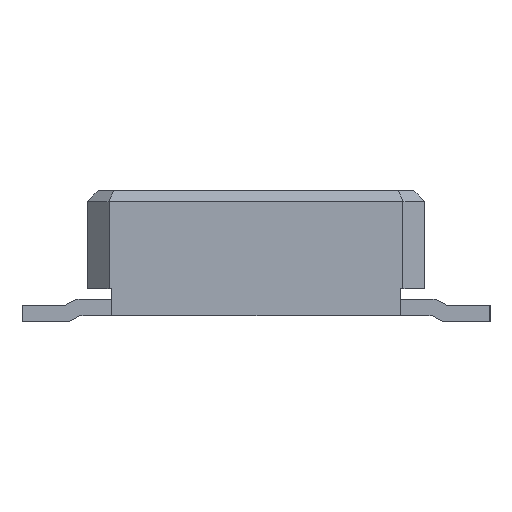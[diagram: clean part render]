
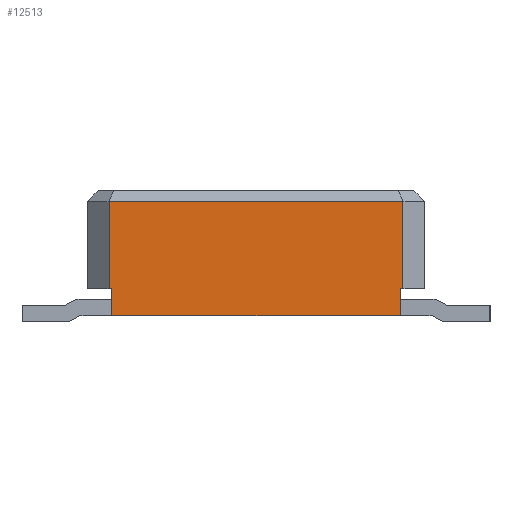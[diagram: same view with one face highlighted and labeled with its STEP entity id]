
A CAD part, left-side view. The second image highlights one B-rep face of the part: STEP entity #12513.
In plain terms, the highlighted planar face has unit normal (-1, 0, 0).
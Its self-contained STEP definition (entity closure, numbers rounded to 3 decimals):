
#1382=ORIENTED_EDGE('',*,*,#4930,.T.);
#1383=ORIENTED_EDGE('',*,*,#4931,.T.);
#1384=ORIENTED_EDGE('',*,*,#4932,.T.);
#1385=ORIENTED_EDGE('',*,*,#4933,.F.);
#1386=ORIENTED_EDGE('',*,*,#4912,.F.);
#1387=ORIENTED_EDGE('',*,*,#4052,.F.);
#1388=ORIENTED_EDGE('',*,*,#4934,.F.);
#1389=ORIENTED_EDGE('',*,*,#4935,.F.);
#4052=EDGE_CURVE('',#5904,#5905,#7100,.T.);
#4912=EDGE_CURVE('',#5905,#6613,#7960,.T.);
#4930=EDGE_CURVE('',#6627,#6628,#7978,.T.);
#4931=EDGE_CURVE('',#6628,#6629,#7979,.T.);
#4932=EDGE_CURVE('',#6629,#6630,#7980,.T.);
#4933=EDGE_CURVE('',#6613,#6630,#7981,.T.);
#4934=EDGE_CURVE('',#6631,#5904,#7982,.T.);
#4935=EDGE_CURVE('',#6627,#6631,#7983,.T.);
#5904=VERTEX_POINT('',#16868);
#5905=VERTEX_POINT('',#16870);
#6613=VERTEX_POINT('',#18590);
#6627=VERTEX_POINT('',#18627);
#6628=VERTEX_POINT('',#18628);
#6629=VERTEX_POINT('',#18630);
#6630=VERTEX_POINT('',#18632);
#6631=VERTEX_POINT('',#18635);
#7100=LINE('',#16869,#8940);
#7960=LINE('',#18589,#9800);
#7978=LINE('',#18626,#9818);
#7979=LINE('',#18629,#9819);
#7980=LINE('',#18631,#9820);
#7981=LINE('',#18633,#9821);
#7982=LINE('',#18634,#9822);
#7983=LINE('',#18636,#9823);
#8940=VECTOR('',#13677,1000.);
#9800=VECTOR('',#14841,1000.);
#9818=VECTOR('',#14869,1000.);
#9819=VECTOR('',#14870,1000.);
#9820=VECTOR('',#14871,1000.);
#9821=VECTOR('',#14872,1000.);
#9822=VECTOR('',#14873,1000.);
#9823=VECTOR('',#14874,1000.);
#10834=EDGE_LOOP('',(#1382,#1383,#1384,#1385,#1386,#1387,#1388,#1389));
#11396=FACE_BOUND('',#10834,.T.);
#11958=PLANE('',#13101);
#12513=ADVANCED_FACE('',(#11396),#11958,.F.);
#13101=AXIS2_PLACEMENT_3D('',#18625,#14867,#14868);
#13677=DIRECTION('',(0.,1.,0.));
#14841=DIRECTION('',(0.,0.,1.));
#14867=DIRECTION('',(1.,0.,0.));
#14868=DIRECTION('',(0.,1.,0.));
#14869=DIRECTION('',(0.,0.,1.));
#14870=DIRECTION('',(0.,1.,0.));
#14871=DIRECTION('',(0.,0.,-1.));
#14872=DIRECTION('',(0.,1.,0.));
#14873=DIRECTION('',(0.,0.,-1.));
#14874=DIRECTION('',(0.,1.,0.));
#16868=CARTESIAN_POINT('',(-7.,-1.325,-0.575));
#16869=CARTESIAN_POINT('',(-7.,-1.55,-0.575));
#16870=CARTESIAN_POINT('',(-7.,1.325,-0.575));
#18589=CARTESIAN_POINT('',(-7.,1.325,-0.575));
#18590=CARTESIAN_POINT('',(-7.,1.325,-0.325));
#18625=CARTESIAN_POINT('',(-7.,0.,0.));
#18626=CARTESIAN_POINT('',(-7.,-1.35,0.));
#18627=CARTESIAN_POINT('',(-7.,-1.35,-0.325));
#18628=CARTESIAN_POINT('',(-7.,-1.35,0.475));
#18629=CARTESIAN_POINT('',(-7.,0.,0.475));
#18630=CARTESIAN_POINT('',(-7.,1.35,0.475));
#18631=CARTESIAN_POINT('',(-7.,1.35,0.));
#18632=CARTESIAN_POINT('',(-7.,1.35,-0.325));
#18633=CARTESIAN_POINT('',(-7.,1.325,-0.325));
#18634=CARTESIAN_POINT('',(-7.,-1.325,-0.325));
#18635=CARTESIAN_POINT('',(-7.,-1.325,-0.325));
#18636=CARTESIAN_POINT('',(-7.,-1.55,-0.325));
